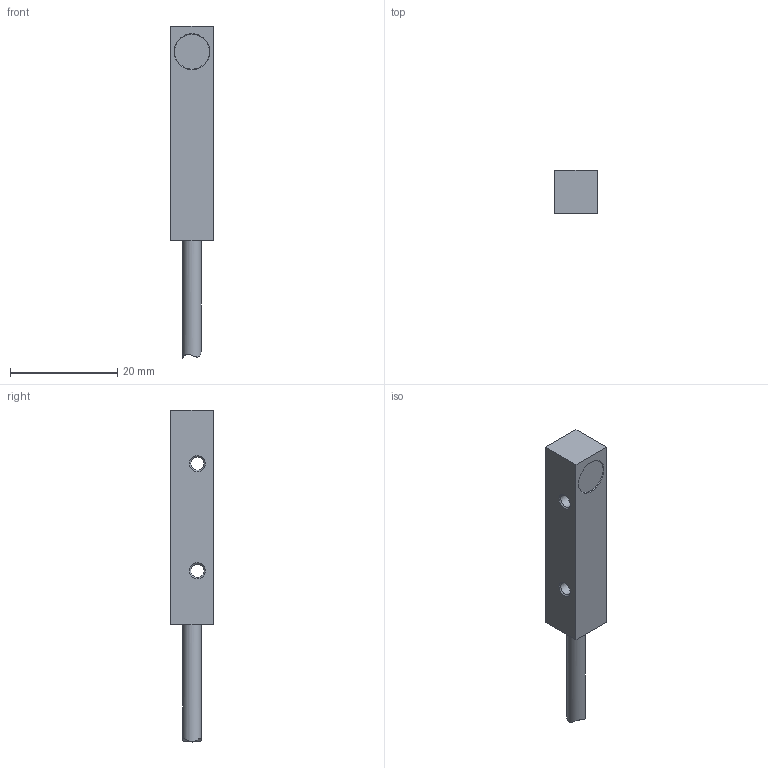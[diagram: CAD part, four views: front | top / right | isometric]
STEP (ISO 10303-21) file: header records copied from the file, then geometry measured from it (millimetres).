
FILE_DESCRIPTION (( 'STEP AP214' ), '1' );
FILE_NAME ('CR8-AP-1A.STEP', '2019-08-07T16:44:34', ( '' ), ( '' ), 'SwSTEP 2.0', 'SolidWorks 2018', '' );
FILE_SCHEMA (( 'AUTOMOTIVE_DESIGN' ));
Length unit declared in the file: inch
Products named in the file (1): CR8-AP-1A
Bounding box: 8 x 8 x 61.92 mm (x, y, z)
Volume: 2649.6 mm3; surface area: 1762 mm2
Topology: 1 solids, 1 shells, 22 faces, 49 edges, 32 vertices
Faces by surface type: plane 11, cone 6, cylinder 4, bspline 1
Full cylindrical faces by diameter (mm): 2.5 x2, 3.5 x1
Entity records: 666 total; most frequent: CARTESIAN_POINT 173, DIRECTION 94, ORIENTED_EDGE 74, EDGE_LOOP 38, EDGE_CURVE 37, AXIS2_PLACEMENT_3D 36, VERTEX_POINT 29, FACE_OUTER_BOUND 25
